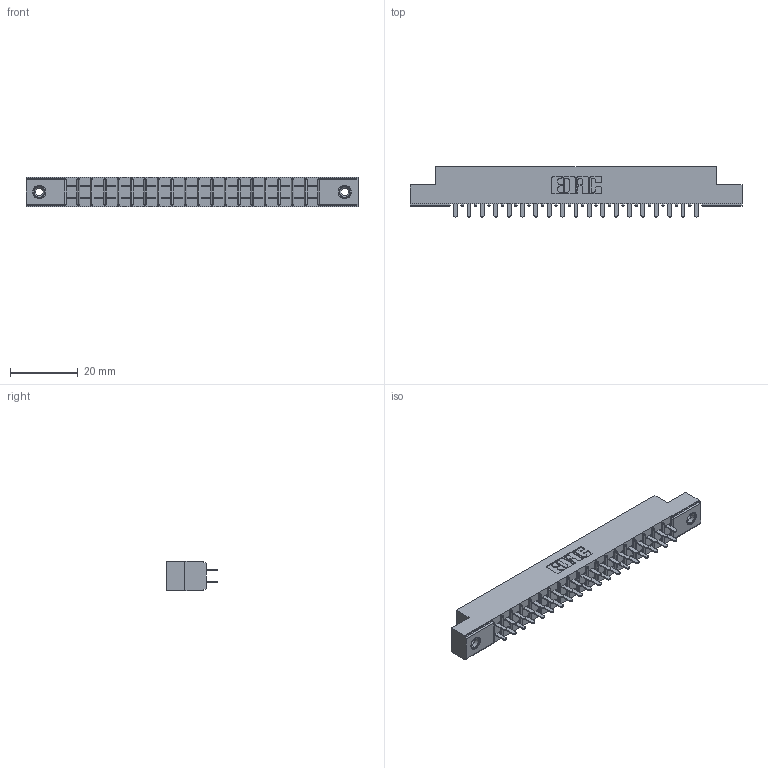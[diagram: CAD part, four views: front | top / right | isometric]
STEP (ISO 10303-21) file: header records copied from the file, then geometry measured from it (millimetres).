
FILE_DESCRIPTION (( 'STEP AP203' ), '1' );
FILE_NAME ('315-038-521-208.STEP', '2019-09-10T17:06:32', ( '' ), ( '' ), 'SwSTEP 2.0', 'SolidWorks 2016', '' );
FILE_SCHEMA (( 'CONFIG_CONTROL_DESIGN' ));
Length unit declared in the file: inch
Products named in the file (4): 305 Part_.156 Dia; 315-038-521-208; 345-250-001_345-250-003-102; 305-290-001_521
Assembly tree (41 placements, depth 2):
  315-038-521-208
    305 Part_.156 Dia
    305-290-001_521  x38
    345-250-001_345-250-003-102  x2
Bounding box: 98.3 x 14.86 x 8.71 mm (x, y, z)
Volume: 6131.7 mm3; surface area: 11253.5 mm2
Topology: 41 solids, 41 shells, 1924 faces, 5449 edges, 3522 vertices
Faces by surface type: plane 1126, cylinder 706, sphere 76, cone 12, torus 4
Entity records: 24437 total; most frequent: CARTESIAN_POINT 4026, ORIENTED_EDGE 3986, DIRECTION 3923, EDGE_CURVE 1993, LINE 1585, VECTOR 1585, VERTEX_POINT 1272, AXIS2_PLACEMENT_3D 1169
